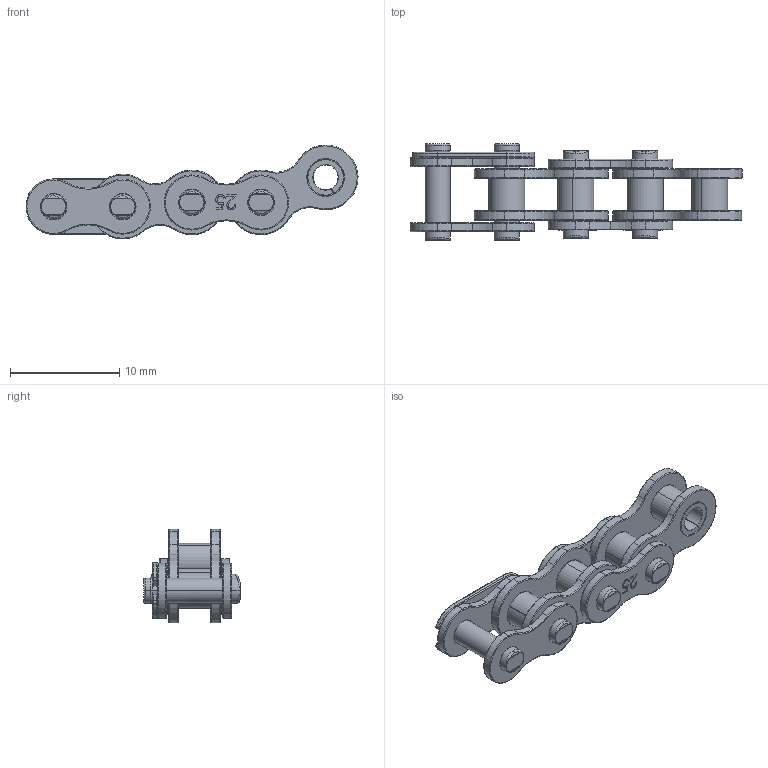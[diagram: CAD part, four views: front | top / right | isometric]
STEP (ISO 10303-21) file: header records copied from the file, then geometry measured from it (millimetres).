
FILE_DESCRIPTION (( 'STEP AP203' ), '1' );
FILE_NAME ('615146 partial with Master Link.STEP', '2017-06-05T14:03:34', ( '' ), ( '' ), 'SwSTEP 2.0', 'SolidWorks 2016', '' );
FILE_SCHEMA (( 'CONFIG_CONTROL_DESIGN' ));
Length unit declared in the file: millimetre
Products named in the file (11): 615146 inner link; 615146 outer link; 615146 master link retaining clip; 615146 link roller; 615146 partial with Master Link; 615146 link inner side plate; 615146 master link assembly; 615146 master link outer side plate; 615146 master link axle; 615146 link outer side plate; 615146 link outer axle
Assembly tree (17 placements, depth 3):
  615146 partial with Master Link
    615146 outer link
      615146 link outer side plate  x2
      615146 link outer axle  x2
    615146 inner link  x2
      615146 link roller
      615146 link inner side plate
    615146 master link assembly
      615146 master link outer side plate  x2
      615146 master link axle  x2
      615146 master link retaining clip
Bounding box: 30.46 x 8.86 x 8.62 mm (x, y, z)
Volume: 505.2 mm3; surface area: 1686.1 mm2
Topology: 17 solids, 17 shells, 725 faces, 1677 edges, 938 vertices
Faces by surface type: torus 294, cylinder 211, bspline 96, plane 92, sphere 32
Entity records: 12373 total; most frequent: CARTESIAN_POINT 3533, DIRECTION 1756, ORIENTED_EDGE 1508, AXIS2_PLACEMENT_3D 790, EDGE_CURVE 754, CIRCLE 482, VERTEX_POINT 439, EDGE_LOOP 349
